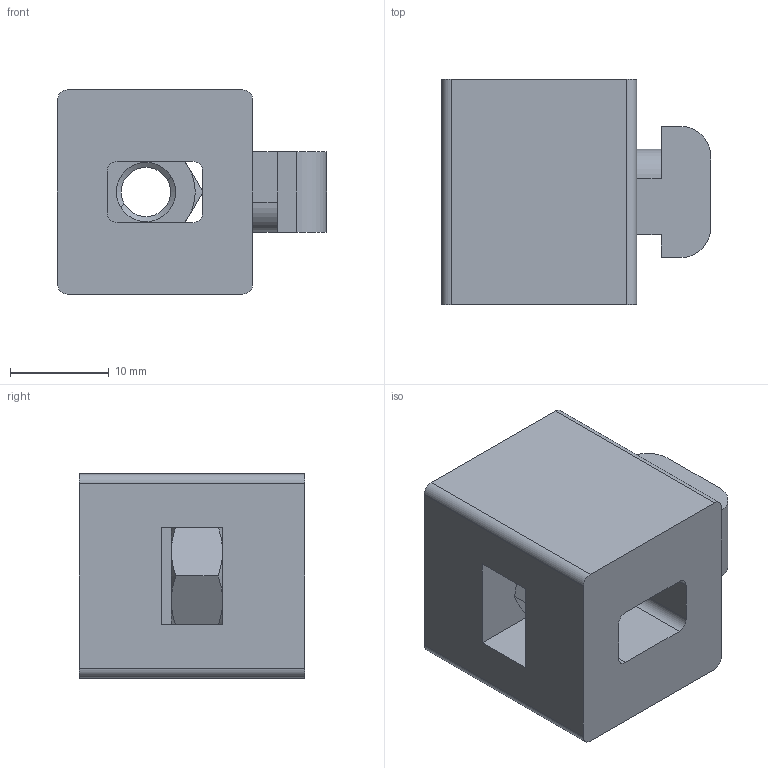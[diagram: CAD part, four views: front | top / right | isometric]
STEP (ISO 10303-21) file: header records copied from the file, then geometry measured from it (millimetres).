
FILE_DESCRIPTION (( 'STEP AP214' ), '1' );
FILE_NAME ('A302 Êëèïñà âèíòîâàÿ äëÿ ïàíåëåé 30, ðåçüáà Ì6, ïàç 8.STEP', '2022-01-26T09:43:33', ( 'Ïîëüçîâàòåëü Windows' ), ( '' ), 'SwSTEP 2.0', 'SolidWorks 2021', '' );
FILE_SCHEMA (( 'AUTOMOTIVE_DESIGN' ));
Length unit declared in the file: millimetre
Products named in the file (3): A302 扻豵鵨; A302 Ãàéêà Ì6; A302 Êëèïñà âèíòîâàÿ äëÿ ïàíåëåé 30, ðåçüáà Ì6, ïàç 8
Assembly tree (2 placements, depth 2):
  A302 Êëèïñà âèíòîâàÿ äëÿ ïàíåëåé 30, ðåçüáà Ì6, ïàç 8
    A302 扻豵鵨
    A302 Ãàéêà Ì6
Bounding box: 27.3 x 22.85 x 20.7 mm (x, y, z)
Volume: 8482.4 mm3; surface area: 4092.8 mm2
Topology: 2 solids, 2 shells, 70 faces, 180 edges, 114 vertices
Faces by surface type: plane 34, cylinder 20, cone 16
Entity records: 2616 total; most frequent: CARTESIAN_POINT 489, DIRECTION 360, ORIENTED_EDGE 360, EDGE_CURVE 180, AXIS2_PLACEMENT_3D 129, VERTEX_POINT 114, LINE 102, VECTOR 102
